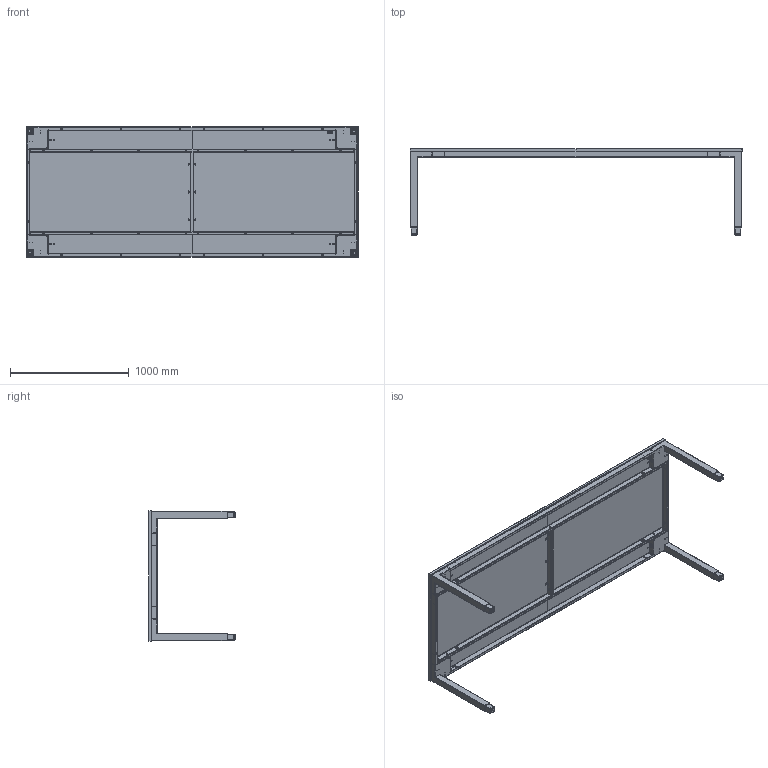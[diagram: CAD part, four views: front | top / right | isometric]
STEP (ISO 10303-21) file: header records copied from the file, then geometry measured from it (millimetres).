
FILE_DESCRIPTION (( 'STEP AP203' ), '1' );
FILE_NAME ('TETRA RECANGLE 2800 - HIGH END by Swedstyle_562002XXG-1.STEP', '2021-03-11T05:41:46', ( '' ), ( '' ), 'SwSTEP 2.0', 'SolidWorks 2019', '' );
FILE_SCHEMA (( 'CONFIG_CONTROL_DESIGN' ));
Length unit declared in the file: millimetre
Products named in the file (3): Skiva - Tetra Rectangle 2800 HIGH END; Tetra Rectangle 2800, +50mm, exkl. skiva - HIGH END; TETRA RECANGLE 2800 - HIGH END by Swedstyle_562002XXG-1
Assembly tree (2 placements, depth 2):
  TETRA RECANGLE 2800 - HIGH END by Swedstyle_562002XXG-1
    Tetra Rectangle 2800, +50mm, exkl. skiva - HIGH END
    Skiva - Tetra Rectangle 2800 HIGH END
Bounding box: 2800 x 730.9 x 1100 mm (x, y, z)
Surface area: 10549724.5 mm2 (no closed solid volume)
Topology: 0 solids, 156 shells, 987 faces, 4321 edges, 3433 vertices
Faces by surface type: cylinder 471, plane 414, torus 56, bspline 25, sphere 18, cone 3
Entity records: 49202 total; most frequent: CARTESIAN_POINT 13170, DIRECTION 7787, ORIENTED_EDGE 5923, EDGE_CURVE 4312, VERTEX_POINT 3433, AXIS2_PLACEMENT_3D 2745, LINE 2297, VECTOR 2297
